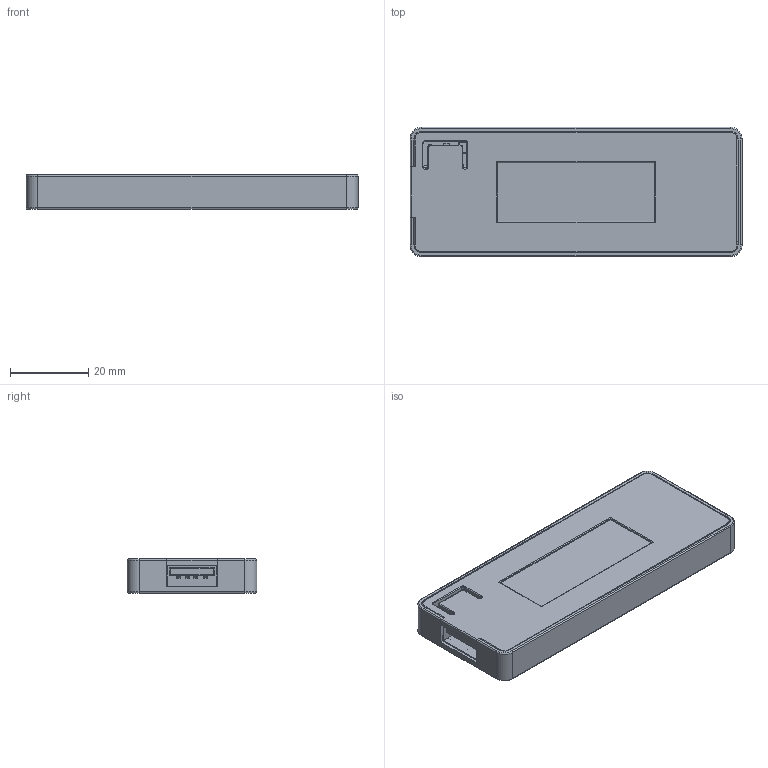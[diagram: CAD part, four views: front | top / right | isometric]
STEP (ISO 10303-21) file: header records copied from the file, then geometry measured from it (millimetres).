
FILE_DESCRIPTION(/* description */ (''),/* implementation_level */ '2;1');
FILE_NAME(/* name */ 'nrf52840_x3.step',/* time_stamp */ '2024-04-28T06:17:38+09:00',/* author */ (''),/* organization */ (''),/* preprocessor_version */ 'ST-DEVELOPER v20',/* originating_system */ 'Autodesk Translation Framework v12.20.1.177',/* authorisation */ '');
FILE_SCHEMA (('AUTOMOTIVE_DESIGN { 1 0 10303 214 3 1 1 }'));
Products named in the file (110): nrf52840_hub-nrf52840_hub; Board_Geoms_dff; Pcb_dff; PCB_Sketch_dff; Step_Models_dff; Top_dff; X1_Crystal_SMD_3225-4Pin_3.2x2.5mm_9aae7acbddef; SW1_SW_SPST_B3U-1000P_f7512aa61e6e[2]; J1_TYPE-C-31-M-055_bdf9de306d31; TYPE-C-31-M-054; TYPE-C-31-M-12; TYPE-C-31-M-013; TYPE-C-31-M-014; TYPE-C-31-M-015; TYPE-C-31-M-016; TYPE-C-31-M-017; TYPE-C-31-M-018; TYPE-C-31-M-019; TYPE-C-31-M-020; TYPE-C-31-M-021; TYPE-C-31-M-022; TYPE-C-31-M-023; TYPE-C-31-M-024; TYPE-C-31-M-025; TYPE-C-31-M-026; TYPE-C-31-M-027; TYPE-C-31-M-028; TYPE-C-31-M-029; TYPE-C-31-M-030; TYPE-C-31-M-031; TYPE-C-31-M-032; TYPE-C-31-M-033; TYPE-C-31-M-034; TYPE-C-31-M-035; TYPE-C-31-M-036; TYPE-C-31-M-037; TYPE-C-31-M-038; TYPE-C-31-M-039; TYPE-C-31-M-040; TYPE-C-31-M-041 ...
Assembly tree (144 placements, depth 6):
  nrf52840_hub-nrf52840_hub
    Board_Geoms_dff
      Pcb_dff
      PCB_Sketch_dff
    Step_Models_dff
      Top_dff
        U4_(未保存)_3b61e0c4329b  x3
          Board
          A1
            ant-2g4-03mL(1)
          C1
            5844332992
          C2
            5844332608
          C3
            5844332992
          C4
            5844332608
          C5
            5844332992
          C6
            5844332608
          C7
            5844332416
          C8
            5844332416
          C9
            5844332416
          C10
            5844332224
          C11
            5844332416
          C12
            5844332224
          C13
            5844332992
          C14
            5844332224
          C15
            5844332992
          C16
            5844332992
          C17
            5844332224
          C18
            5844332608
          C19
            5844332992
          C20
            5844332608
          C21
            5844332608
          C22
            5844332992
          L1
            5844332992
          L2
            5844333568
          L3
            5844332992
Bounding box: 84.6 x 33 x 8.72 mm (x, y, z)
Volume: 19124.9 mm3; surface area: 27334.4 mm2
Topology: 179 solids, 179 shells, 7826 faces, 17806 edges, 9927 vertices
Faces by surface type: plane 3888, cylinder 2729, sphere 769, bspline 387, torus 35, cone 18
Full cylindrical faces by diameter (mm): 0.25 x219, 0.3 x12, 0.4 x1, 0.5 x2, 0.7 x2, 0.92 x4, 1 x3, 1.5 x1
Entity records: 80196 total; most frequent: CARTESIAN_POINT 15434, DIRECTION 13037, ORIENTED_EDGE 12466, EDGE_CURVE 6233, LINE 4585, VECTOR 4585, AXIS2_PLACEMENT_3D 4226, VERTEX_POINT 3913
